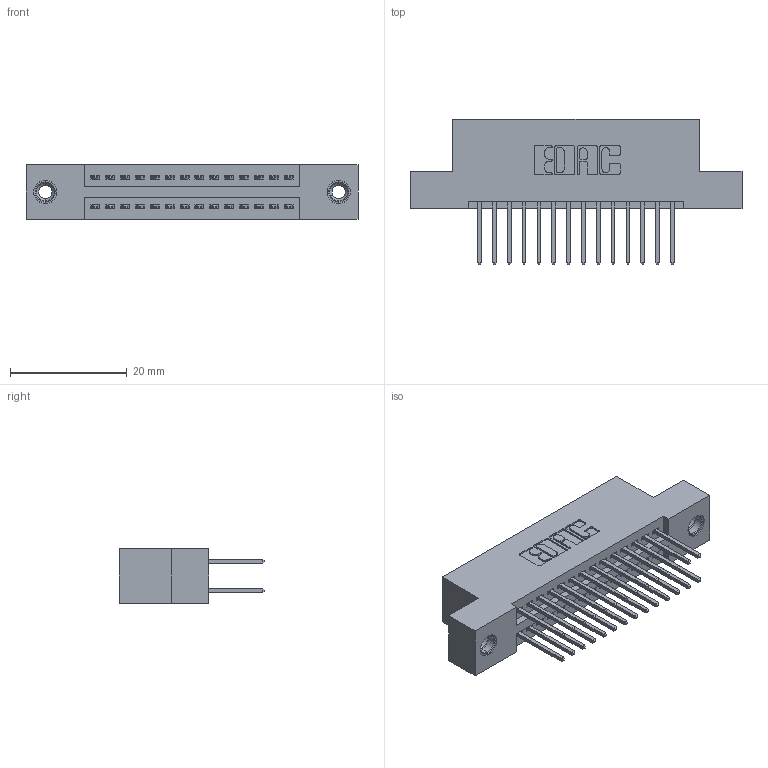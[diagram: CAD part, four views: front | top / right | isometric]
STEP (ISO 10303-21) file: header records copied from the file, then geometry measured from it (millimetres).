
FILE_DESCRIPTION (( 'STEP AP203' ), '1' );
FILE_NAME ('395-028-523-208.STEP', '2018-11-10T09:13:09', ( '' ), ( '' ), 'SwSTEP 2.0', 'SolidWorks 2016', '' );
FILE_SCHEMA (( 'CONFIG_CONTROL_DESIGN' ));
Length unit declared in the file: inch
Products named in the file (4): 345-292-001_345-293-123; 395-028-523-208; 345 Part_Flush Mounting Lugs - 0.156 Dia-TI; 345-250-001_345-250-003-102
Assembly tree (31 placements, depth 2):
  395-028-523-208
    345 Part_Flush Mounting Lugs - 0.156 Dia-TI
    345-292-001_345-293-123  x28
    345-250-001_345-250-003-102  x2
Bounding box: 56.77 x 24.82 x 9.4 mm (x, y, z)
Volume: 5305.6 mm3; surface area: 7571.1 mm2
Topology: 31 solids, 31 shells, 1586 faces, 4649 edges, 3054 vertices
Faces by surface type: plane 1036, cylinder 534, cone 12, torus 4
Entity records: 15958 total; most frequent: CARTESIAN_POINT 2683, ORIENTED_EDGE 2610, DIRECTION 2427, EDGE_CURVE 1305, LINE 1097, VECTOR 1097, VERTEX_POINT 864, AXIS2_PLACEMENT_3D 665
